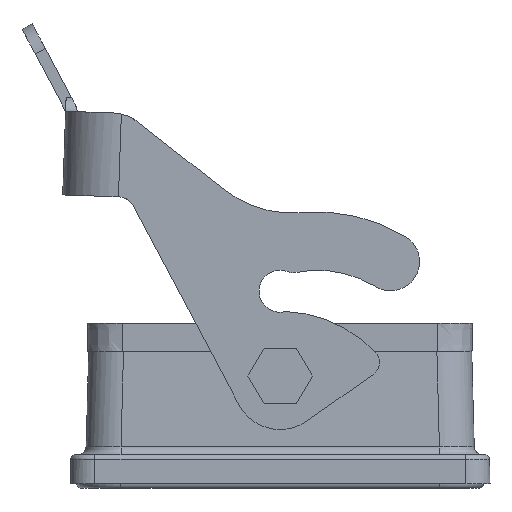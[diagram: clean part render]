
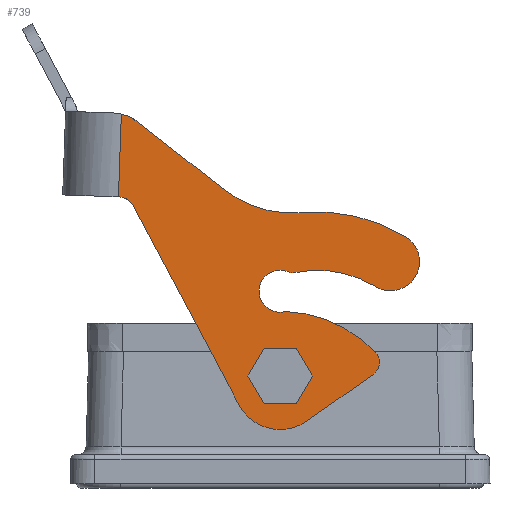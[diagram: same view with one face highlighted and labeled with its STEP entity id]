
A CAD part, left-side view. The second image highlights one B-rep face of the part: STEP entity #739.
In plain terms, the highlighted planar face has unit normal (-1, 0, 0).
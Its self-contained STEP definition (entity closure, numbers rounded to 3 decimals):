
#739=ADVANCED_FACE('',(#1429,#1430),#1153,.T.);
#1153=PLANE('',#7422);
#1429=FACE_BOUND('',#1585,.T.);
#1430=FACE_BOUND('',#1586,.T.);
#1585=EDGE_LOOP('',(#3420));
#1586=EDGE_LOOP('',(#3421,#3422,#3423,#3424,#3425,#3426,#3427,#3428,#3429,
#3430,#3431,#3432,#3433,#3434,#3435,#3436));
#2244=LINE('',#10416,#2763);
#2247=LINE('',#10431,#2766);
#2250=LINE('',#10443,#2769);
#2251=LINE('',#10447,#2770);
#2252=LINE('',#10465,#2771);
#2763=VECTOR('',#8302,1.);
#2766=VECTOR('',#8313,1.);
#2769=VECTOR('',#8324,1.);
#2770=VECTOR('',#8327,1.);
#2771=VECTOR('',#8344,1.);
#3420=ORIENTED_EDGE('',*,*,#6102,.F.);
#3421=ORIENTED_EDGE('',*,*,#6135,.F.);
#3422=ORIENTED_EDGE('',*,*,#6125,.T.);
#3423=ORIENTED_EDGE('',*,*,#6131,.F.);
#3424=ORIENTED_EDGE('',*,*,#6136,.F.);
#3425=ORIENTED_EDGE('',*,*,#6137,.F.);
#3426=ORIENTED_EDGE('',*,*,#6138,.F.);
#3427=ORIENTED_EDGE('',*,*,#6139,.F.);
#3428=ORIENTED_EDGE('',*,*,#6140,.F.);
#3429=ORIENTED_EDGE('',*,*,#6141,.F.);
#3430=ORIENTED_EDGE('',*,*,#6142,.F.);
#3431=ORIENTED_EDGE('',*,*,#6143,.F.);
#3432=ORIENTED_EDGE('',*,*,#6144,.F.);
#3433=ORIENTED_EDGE('',*,*,#6145,.F.);
#3434=ORIENTED_EDGE('',*,*,#6146,.F.);
#3435=ORIENTED_EDGE('',*,*,#6147,.F.);
#3436=ORIENTED_EDGE('',*,*,#6148,.F.);
#5398=VERTEX_POINT('',#10357);
#5414=VERTEX_POINT('',#10415);
#5415=VERTEX_POINT('',#10417);
#5419=VERTEX_POINT('',#10432);
#5422=VERTEX_POINT('',#10440);
#5423=VERTEX_POINT('',#10442);
#5424=VERTEX_POINT('',#10444);
#5425=VERTEX_POINT('',#10446);
#5426=VERTEX_POINT('',#10448);
#5427=VERTEX_POINT('',#10450);
#5428=VERTEX_POINT('',#10452);
#5429=VERTEX_POINT('',#10454);
#5430=VERTEX_POINT('',#10456);
#5431=VERTEX_POINT('',#10458);
#5432=VERTEX_POINT('',#10460);
#5433=VERTEX_POINT('',#10462);
#5434=VERTEX_POINT('',#10464);
#6102=EDGE_CURVE('',#5398,#5398,#7086,.T.);
#6125=EDGE_CURVE('',#5415,#5414,#2244,.T.);
#6131=EDGE_CURVE('',#5419,#5414,#2247,.T.);
#6135=EDGE_CURVE('',#5415,#5422,#7099,.T.);
#6136=EDGE_CURVE('',#5423,#5419,#7100,.T.);
#6137=EDGE_CURVE('',#5424,#5423,#2250,.T.);
#6138=EDGE_CURVE('',#5425,#5424,#7101,.T.);
#6139=EDGE_CURVE('',#5426,#5425,#2251,.T.);
#6140=EDGE_CURVE('',#5427,#5426,#7102,.T.);
#6141=EDGE_CURVE('',#5428,#5427,#7103,.T.);
#6142=EDGE_CURVE('',#5429,#5428,#7104,.T.);
#6143=EDGE_CURVE('',#5430,#5429,#7105,.T.);
#6144=EDGE_CURVE('',#5431,#5430,#7106,.T.);
#6145=EDGE_CURVE('',#5432,#5431,#7107,.T.);
#6146=EDGE_CURVE('',#5433,#5432,#7108,.T.);
#6147=EDGE_CURVE('',#5434,#5433,#7109,.T.);
#6148=EDGE_CURVE('',#5422,#5434,#2252,.T.);
#7086=CIRCLE('',#7387,4.);
#7099=CIRCLE('',#7411,9.);
#7100=CIRCLE('',#7412,3.5);
#7101=CIRCLE('',#7413,9.976);
#7102=CIRCLE('',#7414,3.137);
#7103=CIRCLE('',#7415,28.422);
#7104=CIRCLE('',#7416,4.52);
#7105=CIRCLE('',#7417,2.434);
#7106=CIRCLE('',#7418,23.95);
#7107=CIRCLE('',#7419,6.275);
#7108=CIRCLE('',#7420,36.5);
#7109=CIRCLE('',#7421,23.725);
#7387=AXIS2_PLACEMENT_3D('',#10356,#8254,#8255);
#7411=AXIS2_PLACEMENT_3D('',#10439,#8320,#8321);
#7412=AXIS2_PLACEMENT_3D('',#10441,#8322,#8323);
#7413=AXIS2_PLACEMENT_3D('',#10445,#8325,#8326);
#7414=AXIS2_PLACEMENT_3D('',#10449,#8328,#8329);
#7415=AXIS2_PLACEMENT_3D('',#10451,#8330,#8331);
#7416=AXIS2_PLACEMENT_3D('',#10453,#8332,#8333);
#7417=AXIS2_PLACEMENT_3D('',#10455,#8334,#8335);
#7418=AXIS2_PLACEMENT_3D('',#10457,#8336,#8337);
#7419=AXIS2_PLACEMENT_3D('',#10459,#8338,#8339);
#7420=AXIS2_PLACEMENT_3D('',#10461,#8340,#8341);
#7421=AXIS2_PLACEMENT_3D('',#10463,#8342,#8343);
#7422=AXIS2_PLACEMENT_3D('',#10466,#8345,#8346);
#8254=DIRECTION('',(-1.,0.,0.));
#8255=DIRECTION('',(0.,0.,1.));
#8302=DIRECTION('',(0.,0.035,-0.999));
#8313=DIRECTION('',(0.,0.999,0.035));
#8320=DIRECTION('',(1.,0.,0.));
#8321=DIRECTION('',(0.,-0.999,-0.035));
#8322=DIRECTION('',(-1.,0.,0.));
#8323=DIRECTION('',(0.,-0.999,-0.035));
#8324=DIRECTION('',(0.,0.469,0.883));
#8325=DIRECTION('',(1.,0.,0.));
#8326=DIRECTION('',(0.,-0.999,-0.035));
#8327=DIRECTION('',(0.,0.818,-0.575));
#8328=DIRECTION('',(1.,0.,0.));
#8329=DIRECTION('',(0.,-0.999,-0.035));
#8330=DIRECTION('',(1.,0.,0.));
#8331=DIRECTION('',(0.,-0.999,-0.035));
#8332=DIRECTION('',(-1.,0.,0.));
#8333=DIRECTION('',(0.,-0.999,-0.035));
#8334=DIRECTION('',(1.,0.,0.));
#8335=DIRECTION('',(0.,-0.999,-0.035));
#8336=DIRECTION('',(-1.,0.,0.));
#8337=DIRECTION('',(0.,-0.999,-0.035));
#8338=DIRECTION('',(1.,0.,0.));
#8339=DIRECTION('',(0.,-0.999,-0.035));
#8340=DIRECTION('',(1.,0.,0.));
#8341=DIRECTION('',(0.,-0.999,-0.035));
#8342=DIRECTION('',(-1.,0.,0.));
#8343=DIRECTION('',(0.,-0.999,-0.035));
#8344=DIRECTION('',(0.,-0.788,-0.616));
#8345=DIRECTION('',(-1.,0.,0.));
#8346=DIRECTION('',(0.,0.999,0.035));
#10356=CARTESIAN_POINT('',(-52.052,0.,78.654));
#10357=CARTESIAN_POINT('',(-52.052,0.,82.654));
#10415=CARTESIAN_POINT('',(-52.052,34.807,117.212));
#10416=CARTESIAN_POINT('',(-52.052,35.473,98.138));
#10417=CARTESIAN_POINT('',(-52.052,34.185,135.027));
#10431=CARTESIAN_POINT('',(-52.052,34.636,117.206));
#10432=CARTESIAN_POINT('',(-52.052,34.636,117.206));
#10439=CARTESIAN_POINT('',(-52.052,36.254,126.268));
#10440=CARTESIAN_POINT('',(-52.052,30.711,133.359));
#10441=CARTESIAN_POINT('',(-52.052,34.758,113.708));
#10442=CARTESIAN_POINT('',(-52.052,31.668,115.352));
#10443=CARTESIAN_POINT('',(-52.052,8.837,72.414));
#10444=CARTESIAN_POINT('',(-52.052,8.837,72.414));
#10445=CARTESIAN_POINT('',(-52.052,0.029,77.098));
#10446=CARTESIAN_POINT('',(-52.052,-5.705,68.934));
#10447=CARTESIAN_POINT('',(-52.052,-20.03,78.994));
#10448=CARTESIAN_POINT('',(-52.052,-20.03,78.994));
#10449=CARTESIAN_POINT('',(-52.052,-18.227,81.562));
#10450=CARTESIAN_POINT('',(-52.052,-20.505,83.719));
#10451=CARTESIAN_POINT('',(-52.052,0.132,64.176));
#10452=CARTESIAN_POINT('',(-52.052,-1.246,92.565));
#10453=CARTESIAN_POINT('',(-52.052,0.032,96.901));
#10454=CARTESIAN_POINT('',(-52.052,-1.736,101.061));
#10455=CARTESIAN_POINT('',(-52.052,-2.688,103.302));
#10456=CARTESIAN_POINT('',(-52.052,-3.178,100.917));
#10457=CARTESIAN_POINT('',(-52.052,-7.999,77.458));
#10458=CARTESIAN_POINT('',(-52.052,-20.454,97.915));
#10459=CARTESIAN_POINT('',(-52.052,-23.717,103.275));
#10460=CARTESIAN_POINT('',(-52.052,-26.98,108.634));
#10461=CARTESIAN_POINT('',(-52.052,-7.999,77.458));
#10462=CARTESIAN_POINT('',(-52.052,-4.721,113.81));
#10463=CARTESIAN_POINT('',(-52.052,-2.59,137.439));
#10464=CARTESIAN_POINT('',(-52.052,12.021,118.748));
#10465=CARTESIAN_POINT('',(-52.052,30.711,133.359));
#10466=CARTESIAN_POINT('',(-52.052,178.849,103.145));
